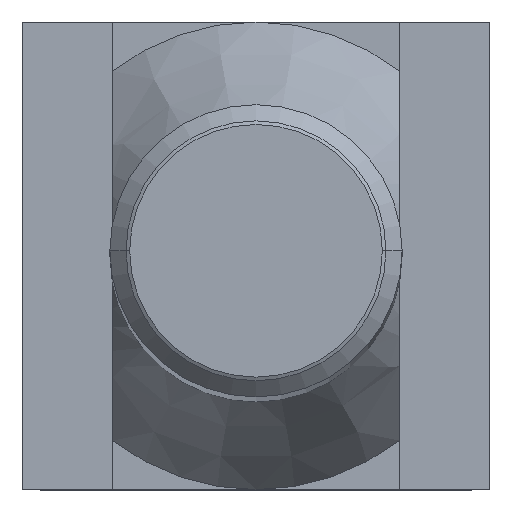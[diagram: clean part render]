
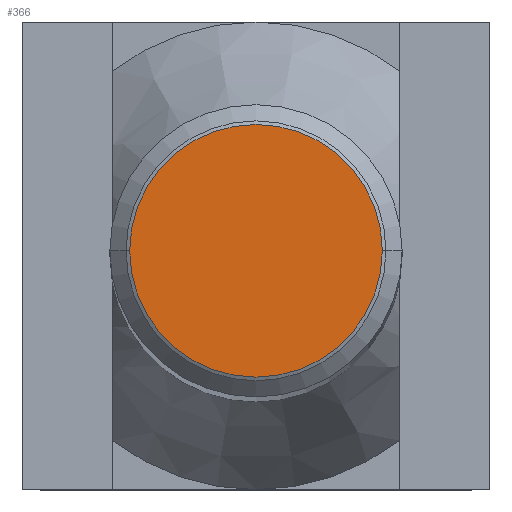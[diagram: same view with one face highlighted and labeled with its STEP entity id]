
A CAD part, top view. The second image highlights one B-rep face of the part: STEP entity #366.
In plain terms, the highlighted planar face has unit normal (0, 0, 1).
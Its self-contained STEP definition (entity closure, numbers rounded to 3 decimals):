
#298=EDGE_CURVE('',#378,#330,#569,.T.);
#330=VERTEX_POINT('',#606);
#354=EDGE_CURVE('',#330,#378,#632,.T.);
#366=ADVANCED_FACE('',(#645),#646,.T.);
#378=VERTEX_POINT('',#659);
#569=CIRCLE('',#919,8.647);
#606=CARTESIAN_POINT('',(-8.647,0.,200.0));
#632=CIRCLE('',#1031,8.647);
#645=FACE_OUTER_BOUND('',#1045,.T.);
#646=PLANE('',#1046);
#659=CARTESIAN_POINT('',(8.647,0.,200.0));
#919=AXIS2_PLACEMENT_3D('',#1259,#1260,#1261);
#1031=AXIS2_PLACEMENT_3D('',#1329,#1330,#1331);
#1045=EDGE_LOOP('',(#1344,#1345));
#1046=AXIS2_PLACEMENT_3D('',#1346,#1347,#1348);
#1259=CARTESIAN_POINT('',(0.0,0.,200.0));
#1260=DIRECTION('',(0.0,-0.0,1.0));
#1261=DIRECTION('',(1.0,0.,0.0));
#1329=CARTESIAN_POINT('',(0.0,0.,200.0));
#1330=DIRECTION('',(0.0,-0.0,1.0));
#1331=DIRECTION('',(1.0,0.,0.0));
#1344=ORIENTED_EDGE('',*,*,#298,.T.);
#1345=ORIENTED_EDGE('',*,*,#354,.T.);
#1346=CARTESIAN_POINT('',(-4.375,0.,200.0));
#1347=DIRECTION('',(0.0,0.0,1.0));
#1348=DIRECTION('',(-1.0,0.,0.0));
